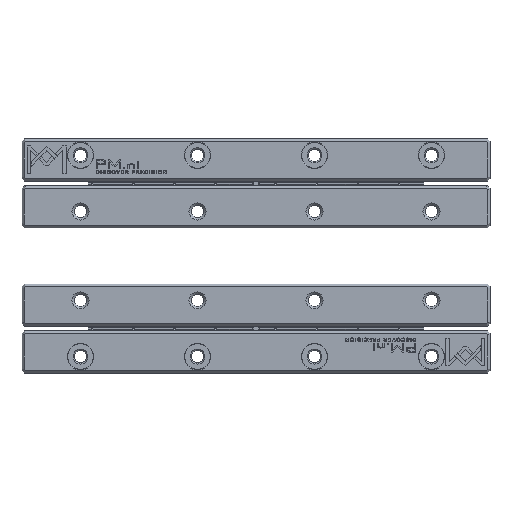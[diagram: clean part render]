
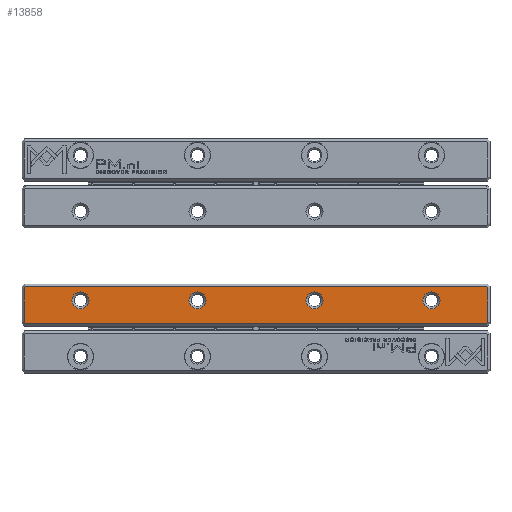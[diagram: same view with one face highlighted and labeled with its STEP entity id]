
A CAD part, top view. The second image highlights one B-rep face of the part: STEP entity #13858.
In plain terms, the highlighted planar face has unit normal (0, 0, 1).
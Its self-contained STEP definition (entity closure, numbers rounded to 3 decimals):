
#13858=ADVANCED_FACE('',(#22289,#22290,#22291,#22292,#22293),#17798,.T.);
#17798=PLANE('',#84857);
#20096=CIRCLE('',#84853,1.825);
#20097=CIRCLE('',#84854,1.825);
#20098=CIRCLE('',#84855,1.825);
#20099=CIRCLE('',#84856,1.825);
#22289=FACE_BOUND('',#23921,.T.);
#22290=FACE_BOUND('',#23922,.T.);
#22291=FACE_BOUND('',#23923,.T.);
#22292=FACE_BOUND('',#23924,.T.);
#22293=FACE_BOUND('',#23925,.T.);
#23921=EDGE_LOOP('',(#31671));
#23922=EDGE_LOOP('',(#31672));
#23923=EDGE_LOOP('',(#31673));
#23924=EDGE_LOOP('',(#31674));
#23925=EDGE_LOOP('',(#31675,#31676,#31677,#31678,#31679,#31680,#31681,#31682));
#31671=ORIENTED_EDGE('',*,*,#59821,.T.);
#31672=ORIENTED_EDGE('',*,*,#59822,.T.);
#31673=ORIENTED_EDGE('',*,*,#59823,.T.);
#31674=ORIENTED_EDGE('',*,*,#59824,.T.);
#31675=ORIENTED_EDGE('',*,*,#59825,.T.);
#31676=ORIENTED_EDGE('',*,*,#59826,.F.);
#31677=ORIENTED_EDGE('',*,*,#59827,.T.);
#31678=ORIENTED_EDGE('',*,*,#59828,.T.);
#31679=ORIENTED_EDGE('',*,*,#59829,.T.);
#31680=ORIENTED_EDGE('',*,*,#59830,.T.);
#31681=ORIENTED_EDGE('',*,*,#59831,.T.);
#31682=ORIENTED_EDGE('',*,*,#59832,.T.);
#52163=VERTEX_POINT('',#113369);
#52164=VERTEX_POINT('',#113371);
#52165=VERTEX_POINT('',#113373);
#52166=VERTEX_POINT('',#113375);
#52167=VERTEX_POINT('',#113377);
#52168=VERTEX_POINT('',#113378);
#52169=VERTEX_POINT('',#113380);
#52170=VERTEX_POINT('',#113382);
#52171=VERTEX_POINT('',#113384);
#52172=VERTEX_POINT('',#113386);
#52173=VERTEX_POINT('',#113388);
#52174=VERTEX_POINT('',#113390);
#59821=EDGE_CURVE('',#52163,#52163,#20096,.T.);
#59822=EDGE_CURVE('',#52164,#52164,#20097,.T.);
#59823=EDGE_CURVE('',#52165,#52165,#20098,.T.);
#59824=EDGE_CURVE('',#52166,#52166,#20099,.T.);
#59825=EDGE_CURVE('',#52167,#52168,#70349,.T.);
#59826=EDGE_CURVE('',#52169,#52168,#70350,.T.);
#59827=EDGE_CURVE('',#52169,#52170,#70351,.T.);
#59828=EDGE_CURVE('',#52170,#52171,#70352,.T.);
#59829=EDGE_CURVE('',#52171,#52172,#70353,.T.);
#59830=EDGE_CURVE('',#52172,#52173,#70354,.T.);
#59831=EDGE_CURVE('',#52173,#52174,#70355,.T.);
#59832=EDGE_CURVE('',#52174,#52167,#70356,.T.);
#70349=LINE('',#113376,#77833);
#70350=LINE('',#113379,#77834);
#70351=LINE('',#113381,#77835);
#70352=LINE('',#113383,#77836);
#70353=LINE('',#113385,#77837);
#70354=LINE('',#113387,#77838);
#70355=LINE('',#113389,#77839);
#70356=LINE('',#113391,#77840);
#77833=VECTOR('',#91816,1.);
#77834=VECTOR('',#91817,1.);
#77835=VECTOR('',#91818,1.);
#77836=VECTOR('',#91819,1.);
#77837=VECTOR('',#91820,1.);
#77838=VECTOR('',#91821,1.);
#77839=VECTOR('',#91822,1.);
#77840=VECTOR('',#91823,1.);
#84853=AXIS2_PLACEMENT_3D('',#113368,#91808,#91809);
#84854=AXIS2_PLACEMENT_3D('',#113370,#91810,#91811);
#84855=AXIS2_PLACEMENT_3D('',#113372,#91812,#91813);
#84856=AXIS2_PLACEMENT_3D('',#113374,#91814,#91815);
#84857=AXIS2_PLACEMENT_3D('',#113392,#91824,#91825);
#91808=DIRECTION('',(0.,0.,-1.));
#91809=DIRECTION('',(0.,-1.,0.));
#91810=DIRECTION('',(0.,0.,-1.));
#91811=DIRECTION('',(0.,-1.,0.));
#91812=DIRECTION('',(0.,0.,-1.));
#91813=DIRECTION('',(0.,-1.,0.));
#91814=DIRECTION('',(0.,0.,-1.));
#91815=DIRECTION('',(0.,-1.,0.));
#91816=DIRECTION('',(-1.,0.,0.));
#91817=DIRECTION('',(0.577,0.816,0.));
#91818=DIRECTION('',(0.,-1.,0.));
#91819=DIRECTION('',(0.577,-0.816,0.));
#91820=DIRECTION('',(1.,0.,0.));
#91821=DIRECTION('',(0.577,0.816,0.));
#91822=DIRECTION('',(0.,1.,0.));
#91823=DIRECTION('',(-0.577,0.816,0.));
#91824=DIRECTION('',(0.,0.,1.));
#91825=DIRECTION('',(0.,1.,0.));
#113368=CARTESIAN_POINT('',(37.5,11.,4.5));
#113369=CARTESIAN_POINT('',(37.5,9.175,4.5));
#113370=CARTESIAN_POINT('',(12.5,11.,4.5));
#113371=CARTESIAN_POINT('',(12.5,9.175,4.5));
#113372=CARTESIAN_POINT('',(-12.5,11.,4.5));
#113373=CARTESIAN_POINT('',(-12.5,9.175,4.5));
#113374=CARTESIAN_POINT('',(-37.5,11.,4.5));
#113375=CARTESIAN_POINT('',(-37.5,9.175,4.5));
#113376=CARTESIAN_POINT('',(-50.,14.,4.5));
#113377=CARTESIAN_POINT('',(49.3,14.,4.5));
#113378=CARTESIAN_POINT('',(-49.3,14.,4.5));
#113379=CARTESIAN_POINT('',(-49.582,13.601,4.5));
#113380=CARTESIAN_POINT('',(-49.5,13.717,4.5));
#113381=CARTESIAN_POINT('',(-49.5,6.,4.5));
#113382=CARTESIAN_POINT('',(-49.5,6.283,4.5));
#113383=CARTESIAN_POINT('',(-53.54,11.997,4.5));
#113384=CARTESIAN_POINT('',(-49.3,6.,4.5));
#113385=CARTESIAN_POINT('',(-50.,6.,4.5));
#113386=CARTESIAN_POINT('',(49.3,6.,4.5));
#113387=CARTESIAN_POINT('',(20.207,-35.144,4.5));
#113388=CARTESIAN_POINT('',(49.5,6.283,4.5));
#113389=CARTESIAN_POINT('',(49.5,14.5,4.5));
#113390=CARTESIAN_POINT('',(49.5,13.717,4.5));
#113391=CARTESIAN_POINT('',(15.964,61.144,4.5));
#113392=CARTESIAN_POINT('',(-50.,14.5,4.5));
